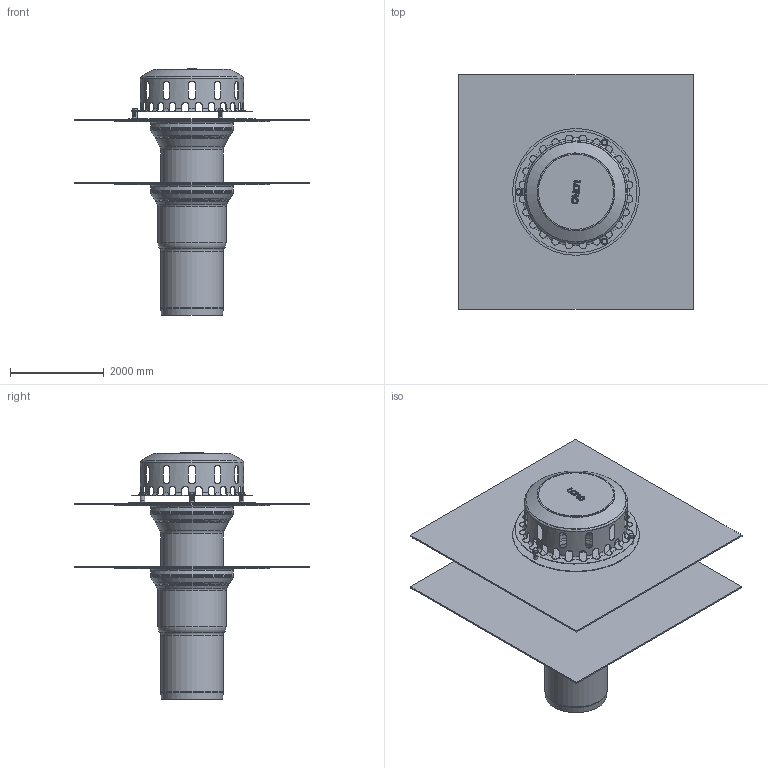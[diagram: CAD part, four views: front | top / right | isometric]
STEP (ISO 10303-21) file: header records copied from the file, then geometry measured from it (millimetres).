
FILE_DESCRIPTION(/* description */ (''),/* implementation_level */ '2;1');
FILE_NAME(/* name */ '17120.125A_3D.stp',/* time_stamp */ '2024-12-12T07:39:13+01:00',/* author */ ('CAD'),/* organization */ (''),/* preprocessor_version */ 'ST-DEVELOPER v20',/* originating_system */ 'AutoCAD Mechanical',/* authorisation */ '');
FILE_SCHEMA (('AUTOMOTIVE_DESIGN { 1 0 10303 214 3 1 1 }'));
Length unit declared in the file: centimetre
Products named in the file (2): Product; *S0
Assembly tree (1 placements, depth 2):
  Product
    *S0
Bounding box: 5000 x 5000 x 5249.33 mm (x, y, z)
Volume: 2747565472.4 mm3; surface area: 224562214 mm2
Topology: 19 solids, 21 shells, 641 faces, 1767 edges, 1132 vertices
Faces by surface type: plane 196, cylinder 172, torus 146, cone 121, sphere 3, bspline 3
Full cylindrical faces by diameter (mm): 40 x3, 60 x3, 80 x3, 100 x3, 105 x2, 1290 x4, 1330 x5, 1400 x2, 1410 x3, 1450 x1, 1460 x4, 1500 x4, 1680 x4, 1740 x4, 1780 x2, 2180 x1, 2200 x1, 2600 x1, 2700 x1, 3300 x2
Entity records: 26549 total; most frequent: CARTESIAN_POINT 10026, ORIENTED_EDGE 3516, DIRECTION 3470, EDGE_CURVE 1758, AXIS2_PLACEMENT_3D 1429, VERTEX_POINT 1130, CIRCLE 761, EDGE_LOOP 718
